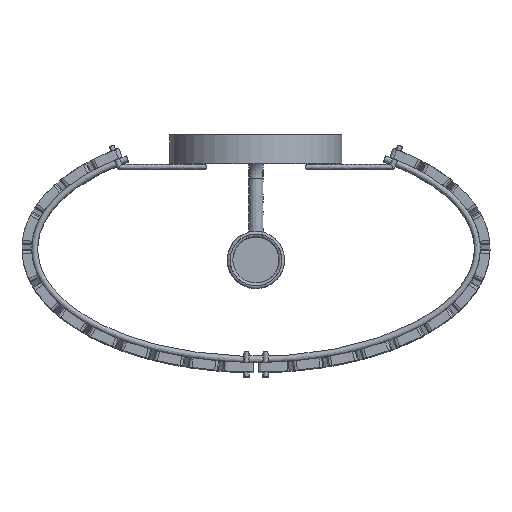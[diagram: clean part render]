
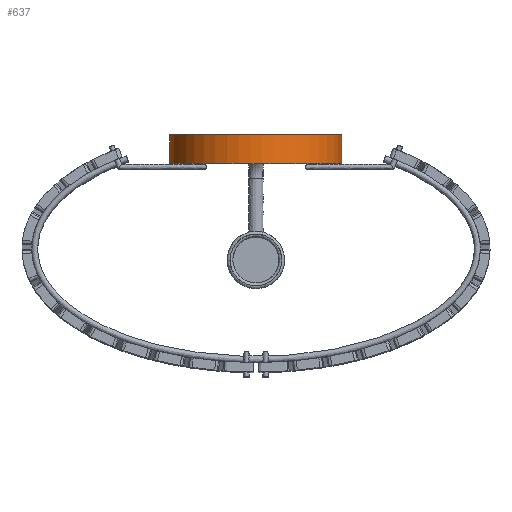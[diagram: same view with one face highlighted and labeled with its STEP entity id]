
A CAD part, top view. The second image highlights one B-rep face of the part: STEP entity #637.
In plain terms, the highlighted free-form (B-spline) face has degree [2, 1] with [9, 2] control points.
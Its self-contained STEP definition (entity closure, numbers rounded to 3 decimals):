
#433=FACE_BOUND('',#1590,.T.);
#637=ADVANCED_FACE('',(#1112,#433),#8411,.T.);
#1112=FACE_OUTER_BOUND('',#1589,.T.);
#1589=EDGE_LOOP('',(#2220,#2221,#2222,#2223));
#1590=EDGE_LOOP('',(#2224));
#2220=ORIENTED_EDGE('',*,*,#4847,.T.);
#2221=ORIENTED_EDGE('',*,*,#4848,.T.);
#2222=ORIENTED_EDGE('',*,*,#4849,.F.);
#2223=ORIENTED_EDGE('',*,*,#4848,.F.);
#2224=ORIENTED_EDGE('',*,*,#4850,.F.);
#4847=EDGE_CURVE('',#7513,#7513,#7458,.T.);
#4848=EDGE_CURVE('',#7513,#7514,#7459,.T.);
#4849=EDGE_CURVE('',#7514,#7514,#7460,.T.);
#4850=EDGE_CURVE('',#7505,#7505,#6142,.T.);
#6142=B_SPLINE_CURVE_WITH_KNOTS('',3,(#11284,#11285,#11286,#11287,#11288,
#11289,#11290,#11291,#11292,#11293,#11294,#11295,#11296,#11297,#11298,#11299,
#11300,#11301,#11302,#11303,#11304,#11305,#11306,#11307,#11308,#11309,#11310,
#11311,#11312,#11313,#11314,#11315,#11316,#11317,#11318,#11319,#11320),
 .UNSPECIFIED.,.T.,.F.,(4,2,2,2,3,2,2,2,3,2,2,2,3,2,2,2,4),(0.,1.883,
3.766,5.649,7.532,9.416,11.299,
13.182,15.065,16.948,18.831,20.714,
22.597,24.481,26.364,28.247,30.13),
 .UNSPECIFIED.);
#7458=(
BOUNDED_CURVE()
B_SPLINE_CURVE(2,(#11264,#11265,#11266,#11267,#11268,#11269,#11270,#11271,
#11272),.UNSPECIFIED.,.T.,.F.)
B_SPLINE_CURVE_WITH_KNOTS((3,2,2,2,3),(0.,89.771,179.542,
269.313,359.084),.UNSPECIFIED.)
CURVE()
GEOMETRIC_REPRESENTATION_ITEM()
RATIONAL_B_SPLINE_CURVE((1.,0.707,1.,0.707,1.,0.707,
1.,0.707,1.))
REPRESENTATION_ITEM('')
);
#7459=(
BOUNDED_CURVE()
B_SPLINE_CURVE(1,(#11273,#11274),.UNSPECIFIED.,.F.,.F.)
B_SPLINE_CURVE_WITH_KNOTS((2,2),(0.,18.247),.UNSPECIFIED.)
CURVE()
GEOMETRIC_REPRESENTATION_ITEM()
RATIONAL_B_SPLINE_CURVE((1.,1.))
REPRESENTATION_ITEM('')
);
#7460=(
BOUNDED_CURVE()
B_SPLINE_CURVE(2,(#11275,#11276,#11277,#11278,#11279,#11280,#11281,#11282,
#11283),.UNSPECIFIED.,.T.,.F.)
B_SPLINE_CURVE_WITH_KNOTS((3,2,2,2,3),(0.,89.771,179.542,
269.313,359.084),.UNSPECIFIED.)
CURVE()
GEOMETRIC_REPRESENTATION_ITEM()
RATIONAL_B_SPLINE_CURVE((1.,0.707,1.,0.707,1.,0.707,
1.,0.707,1.))
REPRESENTATION_ITEM('')
);
#7505=VERTEX_POINT('',#11100);
#7513=VERTEX_POINT('',#11108);
#7514=VERTEX_POINT('',#11109);
#8411=(
BOUNDED_SURFACE()
B_SPLINE_SURFACE(2,1,((#11078,#11079),(#11080,#11081),(#11082,#11083),(#11084,
#11085),(#11086,#11087),(#11088,#11089),(#11090,#11091),(#11092,#11093),
(#11094,#11095)),.UNSPECIFIED.,.T.,.F.,.F.)
B_SPLINE_SURFACE_WITH_KNOTS((3,2,2,2,3),(2,2),(0.,89.771,179.542,
269.313,359.084),(0.,18.247),.UNSPECIFIED.)
GEOMETRIC_REPRESENTATION_ITEM()
RATIONAL_B_SPLINE_SURFACE(((1.,1.),(0.707,0.707),
(1.,1.),(0.707,0.707),(1.,1.),(0.707,
0.707),(1.,1.),(0.707,0.707),(1.,1.)))
REPRESENTATION_ITEM('')
SURFACE()
);
#11078=CARTESIAN_POINT('',(-57.15,83.17,158.829));
#11079=CARTESIAN_POINT('',(-57.15,64.056,158.829));
#11080=CARTESIAN_POINT('',(-57.15,83.17,101.679));
#11081=CARTESIAN_POINT('',(-57.15,64.056,101.679));
#11082=CARTESIAN_POINT('',(0.,83.17,101.679));
#11083=CARTESIAN_POINT('',(0.,64.056,101.679));
#11084=CARTESIAN_POINT('',(57.15,83.17,101.679));
#11085=CARTESIAN_POINT('',(57.15,64.056,101.679));
#11086=CARTESIAN_POINT('',(57.15,83.17,158.829));
#11087=CARTESIAN_POINT('',(57.15,64.056,158.829));
#11088=CARTESIAN_POINT('',(57.15,83.17,215.979));
#11089=CARTESIAN_POINT('',(57.15,64.056,215.979));
#11090=CARTESIAN_POINT('',(0.,83.17,215.979));
#11091=CARTESIAN_POINT('',(0.,64.056,215.979));
#11092=CARTESIAN_POINT('',(-57.15,83.17,215.979));
#11093=CARTESIAN_POINT('',(-57.15,64.056,215.979));
#11094=CARTESIAN_POINT('',(-57.15,83.17,158.829));
#11095=CARTESIAN_POINT('',(-57.15,64.056,158.829));
#11100=CARTESIAN_POINT('',(0.,68.86,101.679));
#11108=CARTESIAN_POINT('',(-57.15,83.17,158.829));
#11109=CARTESIAN_POINT('',(-57.15,64.056,158.829));
#11264=CARTESIAN_POINT('',(-57.15,83.17,158.829));
#11265=CARTESIAN_POINT('',(-57.15,83.17,101.679));
#11266=CARTESIAN_POINT('',(0.,83.17,101.679));
#11267=CARTESIAN_POINT('',(57.15,83.17,101.679));
#11268=CARTESIAN_POINT('',(57.15,83.17,158.829));
#11269=CARTESIAN_POINT('',(57.15,83.17,215.979));
#11270=CARTESIAN_POINT('',(0.,83.17,215.979));
#11271=CARTESIAN_POINT('',(-57.15,83.17,215.979));
#11272=CARTESIAN_POINT('',(-57.15,83.17,158.829));
#11273=CARTESIAN_POINT('',(-57.15,83.17,158.829));
#11274=CARTESIAN_POINT('',(-57.15,64.056,158.829));
#11275=CARTESIAN_POINT('',(-57.15,64.056,158.829));
#11276=CARTESIAN_POINT('',(-57.15,64.056,101.679));
#11277=CARTESIAN_POINT('',(0.,64.056,101.679));
#11278=CARTESIAN_POINT('',(57.15,64.056,101.679));
#11279=CARTESIAN_POINT('',(57.15,64.056,158.829));
#11280=CARTESIAN_POINT('',(57.15,64.056,215.979));
#11281=CARTESIAN_POINT('',(0.,64.056,215.979));
#11282=CARTESIAN_POINT('',(-57.15,64.056,215.979));
#11283=CARTESIAN_POINT('',(-57.15,64.056,158.829));
#11284=CARTESIAN_POINT('',(0.,68.86,101.679));
#11285=CARTESIAN_POINT('',(-0.626,68.86,101.679));
#11286=CARTESIAN_POINT('',(-1.245,68.983,101.69));
#11287=CARTESIAN_POINT('',(-2.401,69.462,101.726));
#11288=CARTESIAN_POINT('',(-2.926,69.813,101.752));
#11289=CARTESIAN_POINT('',(-3.81,70.697,101.804));
#11290=CARTESIAN_POINT('',(-4.16,71.221,101.83));
#11291=CARTESIAN_POINT('',(-4.639,72.377,101.867));
#11292=CARTESIAN_POINT('',(-4.763,72.996,101.878));
#11293=CARTESIAN_POINT('',(-4.763,73.622,101.878));
#11294=CARTESIAN_POINT('',(-4.763,74.248,101.878));
#11295=CARTESIAN_POINT('',(-4.639,74.867,101.867));
#11296=CARTESIAN_POINT('',(-4.16,76.023,101.83));
#11297=CARTESIAN_POINT('',(-3.81,76.548,101.804));
#11298=CARTESIAN_POINT('',(-2.926,77.432,101.752));
#11299=CARTESIAN_POINT('',(-2.401,77.783,101.726));
#11300=CARTESIAN_POINT('',(-1.245,78.261,101.69));
#11301=CARTESIAN_POINT('',(-0.626,78.385,101.679));
#11302=CARTESIAN_POINT('',(0.,78.385,101.679));
#11303=CARTESIAN_POINT('',(0.626,78.385,101.679));
#11304=CARTESIAN_POINT('',(1.245,78.261,101.69));
#11305=CARTESIAN_POINT('',(2.401,77.783,101.726));
#11306=CARTESIAN_POINT('',(2.926,77.432,101.752));
#11307=CARTESIAN_POINT('',(3.81,76.548,101.804));
#11308=CARTESIAN_POINT('',(4.16,76.023,101.83));
#11309=CARTESIAN_POINT('',(4.639,74.867,101.867));
#11310=CARTESIAN_POINT('',(4.762,74.248,101.878));
#11311=CARTESIAN_POINT('',(4.762,73.622,101.878));
#11312=CARTESIAN_POINT('',(4.762,72.996,101.878));
#11313=CARTESIAN_POINT('',(4.639,72.377,101.867));
#11314=CARTESIAN_POINT('',(4.16,71.221,101.83));
#11315=CARTESIAN_POINT('',(3.81,70.697,101.804));
#11316=CARTESIAN_POINT('',(2.926,69.813,101.752));
#11317=CARTESIAN_POINT('',(2.401,69.462,101.726));
#11318=CARTESIAN_POINT('',(1.245,68.983,101.69));
#11319=CARTESIAN_POINT('',(0.626,68.86,101.679));
#11320=CARTESIAN_POINT('',(0.,68.86,101.679));
